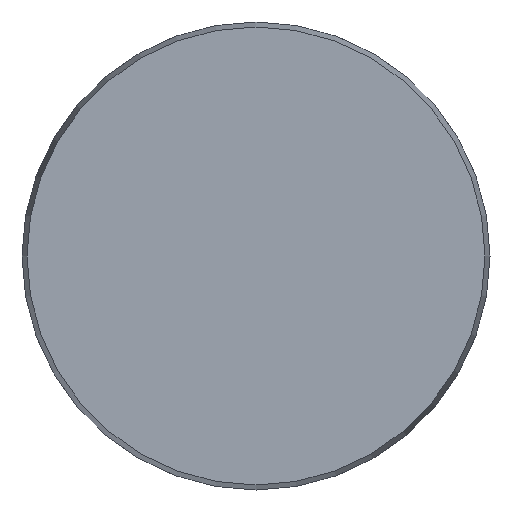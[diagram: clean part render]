
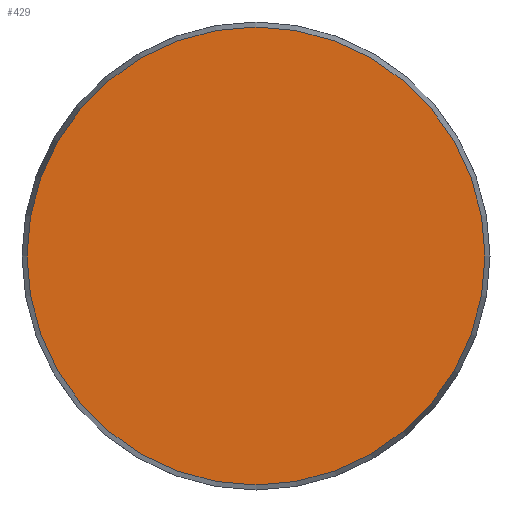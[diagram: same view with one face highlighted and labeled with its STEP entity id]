
A CAD part, front view. The second image highlights one B-rep face of the part: STEP entity #429.
In plain terms, the highlighted planar face has unit normal (0, -1, 0).
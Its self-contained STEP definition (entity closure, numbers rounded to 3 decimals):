
#12 = DIRECTION ( 'NONE',  ( 0., 1., 0. ) ) ;
#16 = EDGE_LOOP ( 'NONE', ( #734, #583 ) ) ;
#22 = CARTESIAN_POINT ( 'NONE',  ( -39.143, 0., 0. ) ) ;
#77 = EDGE_CURVE ( 'NONE', #870, #449, #505, .T. ) ;
#85 = AXIS2_PLACEMENT_3D ( 'NONE', #253, #554, #459 ) ;
#92 = PLANE ( 'NONE',  #400 ) ;
#222 = CIRCLE ( 'NONE', #786, 39.143 ) ;
#238 = DIRECTION ( 'NONE',  ( 0., 0., 1. ) ) ;
#253 = CARTESIAN_POINT ( 'NONE',  ( 0., 0., 0. ) ) ;
#328 = CARTESIAN_POINT ( 'NONE',  ( 0., 0., 0. ) ) ;
#400 = AXIS2_PLACEMENT_3D ( 'NONE', #22, #12, #238 ) ;
#429 = ADVANCED_FACE ( 'NONE', ( #758 ), #92, .F. ) ;
#449 = VERTEX_POINT ( 'NONE', #536 ) ;
#459 = DIRECTION ( 'NONE',  ( 0., 0., -1. ) ) ;
#477 = DIRECTION ( 'NONE',  ( 0., 0., -1. ) ) ;
#505 = CIRCLE ( 'NONE', #85, 39.143 ) ;
#536 = CARTESIAN_POINT ( 'NONE',  ( 0., 0., 39.143 ) ) ;
#551 = DIRECTION ( 'NONE',  ( 0., -1., 0. ) ) ;
#554 = DIRECTION ( 'NONE',  ( 0., -1., 0. ) ) ;
#583 = ORIENTED_EDGE ( 'NONE', *, *, #77, .T. ) ;
#688 = CARTESIAN_POINT ( 'NONE',  ( 0., 0., -39.143 ) ) ;
#734 = ORIENTED_EDGE ( 'NONE', *, *, #770, .T. ) ;
#758 = FACE_OUTER_BOUND ( 'NONE', #16, .T. ) ;
#770 = EDGE_CURVE ( 'NONE', #449, #870, #222, .T. ) ;
#786 = AXIS2_PLACEMENT_3D ( 'NONE', #328, #551, #477 ) ;
#870 = VERTEX_POINT ( 'NONE', #688 ) ;
